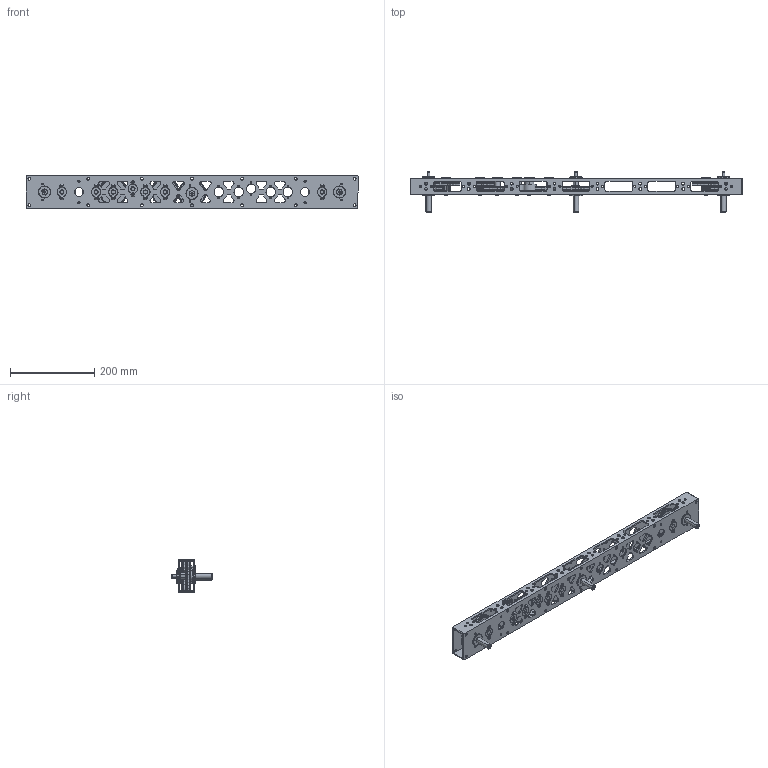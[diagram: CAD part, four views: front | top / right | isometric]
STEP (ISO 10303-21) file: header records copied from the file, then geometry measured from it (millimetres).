
FILE_DESCRIPTION (( 'STEP AP203' ), '1' );
FILE_NAME ('am-0691 Nano Tube 31 - Three 500 Key Shafts - Gear Drive.STEP', '2013-01-30T14:29:42', ( '' ), ( '' ), 'SwSTEP 2.0', 'SolidWorks 2010', '' );
FILE_SCHEMA (( 'CONFIG_CONTROL_DESIGN' ));
Length unit declared in the file: inch
Products named in the file (18): am-0691 Nano Tube 31 - Three 500 Key Shafts - Gear Drive; am-0653 ToughBox Nano Tube 31 Rev3; FR8ZZ Hex Bearing b; FR6ZZ-L Bearing; Toughbox Nano d04; 500-e-klip; fr6; R6ZZ Bearing; BHCS 10-32 x 0.375 phillips_SBHCSCREW 0.19-32x0.5-HX-C; FR6ZZ Bearing; Toughbox Small Hex Shaft; Toughbox 14T Small Cluster; 375x500 spacer; 24 Tooth Cluster Gear; SS Cluster Brass Spacer; Toughbox 50T Large Cluster; Toughbox 50T Output; Spacer am-1151
Assembly tree (68 placements, depth 2):
  am-0691 Nano Tube 31 - Three 500 Key Shafts - Gear Drive
    Toughbox Nano d04  x3
    BHCS 10-32 x 0.375 phillips_SBHCSCREW 0.19-32x0.5-HX-C  x14
    FR6ZZ Bearing  x5
    Toughbox 14T Small Cluster  x3
    500-e-klip  x3
    R6ZZ Bearing  x7
    SS Cluster Brass Spacer  x2
    FR8ZZ Hex Bearing b  x3
    375x500 spacer  x2
    Spacer am-1151  x3
    FR6ZZ-L Bearing  x3
    fr6  x2
    Toughbox 50T Large Cluster  x5
    24 Tooth Cluster Gear  x2
    am-0653 ToughBox Nano Tube 31 Rev3
    Toughbox Small Hex Shaft  x7
    Toughbox 50T Output  x3
Bounding box: 787.4 x 95.12 x 76.2 mm (x, y, z)
Volume: 742682.1 mm3; surface area: 433139.4 mm2
Topology: 68 solids, 68 shells, 3915 faces, 10678 edges, 6937 vertices
Faces by surface type: cylinder 2688, plane 859, cone 302, torus 38, sphere 28
Entity records: 54515 total; most frequent: DIRECTION 9705, CARTESIAN_POINT 8767, ORIENTED_EDGE 8524, EDGE_CURVE 4262, AXIS2_PLACEMENT_3D 3920, VERTEX_POINT 2810, CIRCLE 2347, EDGE_LOOP 2024
